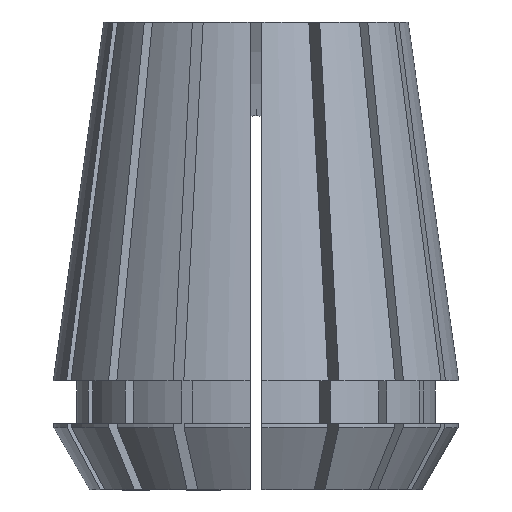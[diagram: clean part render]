
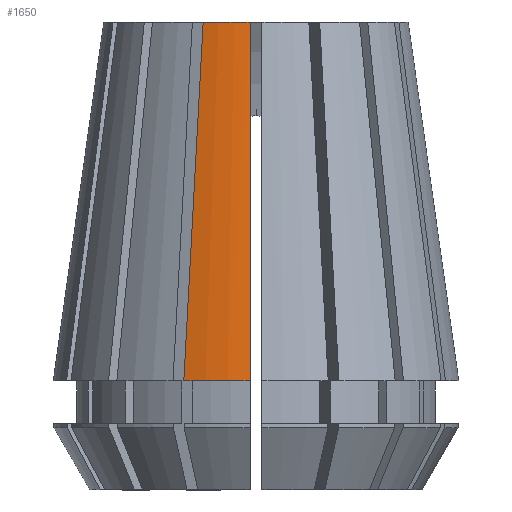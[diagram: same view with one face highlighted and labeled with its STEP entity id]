
A CAD part, left-side view. The second image highlights one B-rep face of the part: STEP entity #1650.
In plain terms, the highlighted conical face has half-angle 8 degrees and reference radius 25.998 mm.
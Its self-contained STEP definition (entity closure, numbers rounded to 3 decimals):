
#14 = CARTESIAN_POINT ( 'NONE',  ( 0., 0., 0. ) ) ;
#59 = CIRCLE ( 'NONE', #4210, 25.998 ) ;
#382 = CARTESIAN_POINT ( 'NONE',  ( 0., 0., -46. ) ) ;
#460 = CARTESIAN_POINT ( 'NONE',  ( -19.519, 0.75, 0. ) ) ;
#477 = CARTESIAN_POINT ( 'NONE',  ( -25.987, 0.75, -46. ) ) ;
#517 = AXIS2_PLACEMENT_3D ( 'NONE', #382, #881, #2172 ) ;
#768 = CIRCLE ( 'NONE', #4916, 19.533 ) ;
#881 = DIRECTION ( 'NONE',  ( 0., 0., -1. ) ) ;
#887 = EDGE_CURVE ( 'NONE', #1217, #2116, #5189, .T. ) ;
#1058 = EDGE_LOOP ( 'NONE', ( #1862, #1416, #4604, #5526 ) ) ;
#1217 = VERTEX_POINT ( 'NONE', #4364 ) ;
#1263 = CARTESIAN_POINT ( 'NONE',  ( -19.519, 0.75, 0. ) ) ;
#1348 = CARTESIAN_POINT ( 'NONE',  ( -18.32, 6.777, 0. ) ) ;
#1416 = ORIENTED_EDGE ( 'NONE', *, *, #4031, .T. ) ;
#1616 = EDGE_CURVE ( 'NONE', #2116, #4972, #768, .T. ) ;
#1650 = ADVANCED_FACE ( 'NONE', ( #4509 ), #2796, .T. ) ;
#1783 = DIRECTION ( 'NONE',  ( 1., 0., 0. ) ) ;
#1862 = ORIENTED_EDGE ( 'NONE', *, *, #887, .F. ) ;
#1951 = CARTESIAN_POINT ( 'NONE',  ( -20.312, 7.602, -15.333 ) ) ;
#2116 = VERTEX_POINT ( 'NONE', #1348 ) ;
#2172 = DIRECTION ( 'NONE',  ( -1., 0., 0. ) ) ;
#2209 = CARTESIAN_POINT ( 'NONE',  ( -21.675, 0.75, -15.333 ) ) ;
#2250 = B_SPLINE_CURVE_WITH_KNOTS ( 'NONE', 3,
 ( #477, #2685, #2209, #460 ),
 .UNSPECIFIED., .F., .F.,
 ( 4, 4 ),
 ( 0.037, 0.084 ),
 .UNSPECIFIED. ) ;
#2490 = VERTEX_POINT ( 'NONE', #4378 ) ;
#2685 = CARTESIAN_POINT ( 'NONE',  ( -23.831, 0.75, -30.667 ) ) ;
#2796 = CONICAL_SURFACE ( 'NONE', #517, 25.998, 0.14 ) ;
#2951 = CARTESIAN_POINT ( 'NONE',  ( 0., 0., -46. ) ) ;
#3355 = DIRECTION ( 'NONE',  ( 1., 0., 0. ) ) ;
#4031 = EDGE_CURVE ( 'NONE', #1217, #2490, #59, .T. ) ;
#4210 = AXIS2_PLACEMENT_3D ( 'NONE', #2951, #4704, #3355 ) ;
#4364 = CARTESIAN_POINT ( 'NONE',  ( -24.296, 9.252, -46. ) ) ;
#4378 = CARTESIAN_POINT ( 'NONE',  ( -25.987, 0.75, -46. ) ) ;
#4509 = FACE_OUTER_BOUND ( 'NONE', #1058, .T. ) ;
#4604 = ORIENTED_EDGE ( 'NONE', *, *, #5149, .T. ) ;
#4704 = DIRECTION ( 'NONE',  ( 0., 0., 1. ) ) ;
#4916 = AXIS2_PLACEMENT_3D ( 'NONE', #14, #5291, #1783 ) ;
#4972 = VERTEX_POINT ( 'NONE', #1263 ) ;
#4992 = CARTESIAN_POINT ( 'NONE',  ( -22.304, 8.427, -30.667 ) ) ;
#5039 = CARTESIAN_POINT ( 'NONE',  ( -24.296, 9.252, -46. ) ) ;
#5149 = EDGE_CURVE ( 'NONE', #2490, #4972, #2250, .T. ) ;
#5189 = B_SPLINE_CURVE_WITH_KNOTS ( 'NONE', 3,
 ( #5039, #4992, #1951, #5428 ),
 .UNSPECIFIED., .F., .F.,
 ( 4, 4 ),
 ( 0., 0.046 ),
 .UNSPECIFIED. ) ;
#5291 = DIRECTION ( 'NONE',  ( 0., 0., 1. ) ) ;
#5428 = CARTESIAN_POINT ( 'NONE',  ( -18.32, 6.777, 0. ) ) ;
#5526 = ORIENTED_EDGE ( 'NONE', *, *, #1616, .F. ) ;
